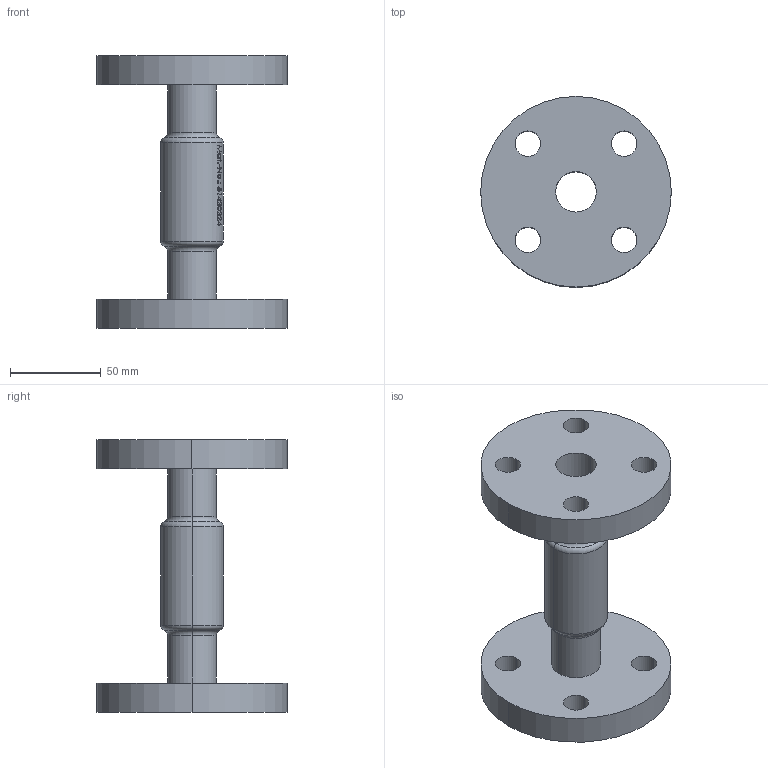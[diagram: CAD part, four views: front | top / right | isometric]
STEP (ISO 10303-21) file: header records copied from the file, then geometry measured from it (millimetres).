
FILE_DESCRIPTION (( 'STEP AP214' ), '1' );
FILE_NAME ('7120000_DN020_PN10_51420224.STEP', '2022-02-03T08:57:39', ( 'axxx' ), ( 'Hewlett-Packard Company' ), 'SwSTEP 2.0', 'SolidWorks 2019', '' );
FILE_SCHEMA (( 'AUTOMOTIVE_DESIGN' ));
Length unit declared in the file: millimetre
Products named in the file (1): 7120000_DN020_PN10_51420224
Bounding box: 105 x 105 x 150 mm (x, y, z)
Volume: 287215.2 mm3; surface area: 70645.8 mm2
Topology: 1 solids, 1 shells, 532 faces, 1434 edges, 952 vertices
Faces by surface type: plane 251, bspline 212, cylinder 61, torus 8
Entity records: 29075 total; most frequent: CARTESIAN_POINT 17186, ORIENTED_EDGE 2868, DIRECTION 1710, EDGE_CURVE 1434, VERTEX_POINT 952, LINE 774, VECTOR 774, EDGE_LOOP 598
